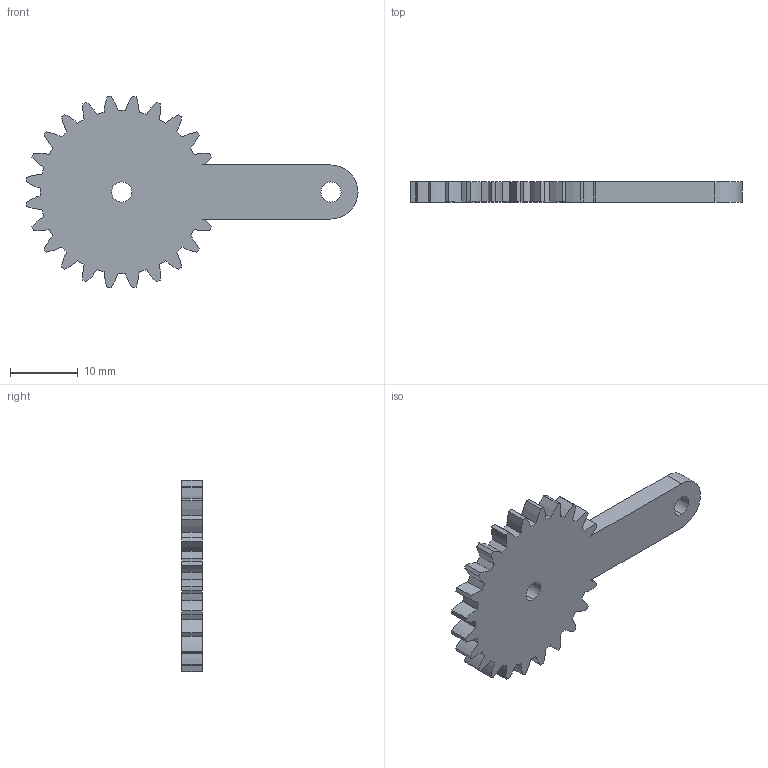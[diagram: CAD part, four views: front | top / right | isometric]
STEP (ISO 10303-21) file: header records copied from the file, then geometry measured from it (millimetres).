
FILE_DESCRIPTION (( 'STEP AP203' ), '1' );
FILE_NAME ('Gear Link 1_Default_sldprt.STEP', '2023-02-02T14:15:14', ( '' ), ( '' ), 'SwSTEP 2.0', 'SolidWorks 2022', '' );
FILE_SCHEMA (( 'CONFIG_CONTROL_DESIGN' ));
Length unit declared in the file: millimetre
Products named in the file (1): Gear Link 1_Default_sldprt
Bounding box: 49.16 x 3 x 28.33 mm (x, y, z)
Volume: 2076.8 mm3; surface area: 2004.7 mm2
Topology: 1 solids, 1 shells, 97 faces, 285 edges, 190 vertices
Faces by surface type: cylinder 49, bspline 44, plane 4
Entity records: 3606 total; most frequent: CARTESIAN_POINT 1145, ORIENTED_EDGE 570, DIRECTION 403, EDGE_CURVE 285, VERTEX_POINT 190, AXIS2_PLACEMENT_3D 152, EDGE_LOOP 101, LINE 99
